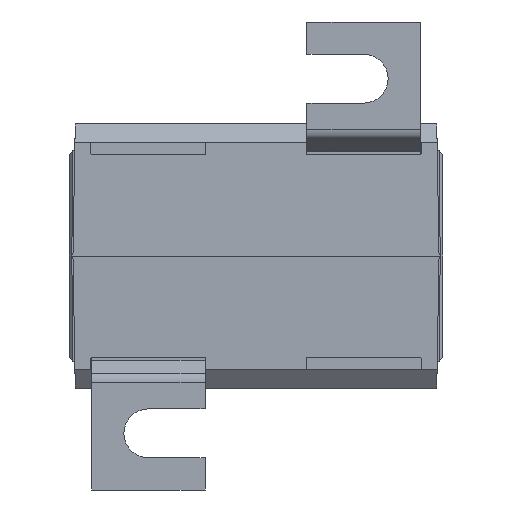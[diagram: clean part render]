
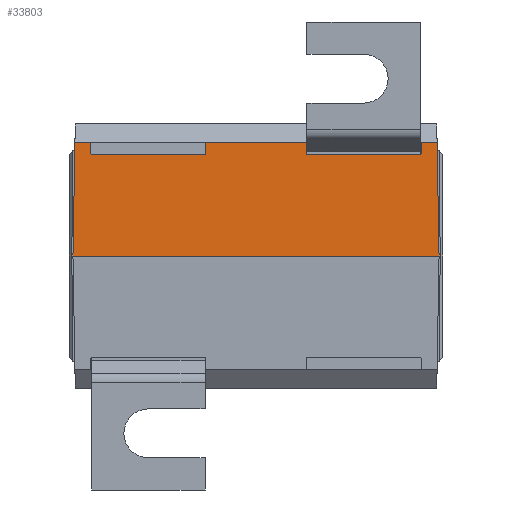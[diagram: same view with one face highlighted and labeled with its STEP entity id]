
A CAD part, front view. The second image highlights one B-rep face of the part: STEP entity #33803.
In plain terms, the highlighted planar face has unit normal (0, -1, 0.018).
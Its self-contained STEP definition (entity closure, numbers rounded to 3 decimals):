
#9186 = VERTEX_POINT ( 'NONE', #39079 ) ;
#9206 = VERTEX_POINT ( 'NONE', #39111 ) ;
#9252 = EDGE_CURVE ( 'NONE', #9186, #9206, #39218, .T. ) ;
#9276 = VERTEX_POINT ( 'NONE', #39248 ) ;
#9351 = EDGE_CURVE ( 'NONE', #9276, #9206, #39396, .T. ) ;
#9466 = EDGE_CURVE ( 'NONE', #9528, #9186, #39689, .T. ) ;
#9528 = VERTEX_POINT ( 'NONE', #39764 ) ;
#33781 = VERTEX_POINT ( 'NONE', #58052 ) ;
#33783 = VERTEX_POINT ( 'NONE', #58057 ) ;
#33784 = ORIENTED_EDGE ( 'NONE', *, *, #33785, .F. ) ;
#33785 = EDGE_CURVE ( 'NONE', #33823, #33808, #58106, .T. ) ;
#33786 = VERTEX_POINT ( 'NONE', #58055 ) ;
#33789 = ORIENTED_EDGE ( 'NONE', *, *, #33827, .F. ) ;
#33801 = EDGE_CURVE ( 'NONE', #33781, #33811, #58093, .T. ) ;
#33802 = EDGE_CURVE ( 'NONE', #9528, #33786, #58097, .T. ) ;
#33803 = ADVANCED_FACE ( 'NONE', ( #58087 ), #58086, .T. ) ;
#33806 = EDGE_CURVE ( 'NONE', #33808, #9276, #58085, .T. ) ;
#33808 = VERTEX_POINT ( 'NONE', #58133 ) ;
#33811 = VERTEX_POINT ( 'NONE', #58129 ) ;
#33812 = EDGE_LOOP ( 'NONE', ( #33906, #33950, #33789, #33820, #33826, #33822, #33825, #33937, #33784, #33829, #33985, #33824 ) ) ;
#33814 = VERTEX_POINT ( 'NONE', #58128 ) ;
#33815 = VERTEX_POINT ( 'NONE', #58141 ) ;
#33816 = EDGE_CURVE ( 'NONE', #33783, #33781, #58127, .T. ) ;
#33818 = EDGE_CURVE ( 'NONE', #33814, #33783, #58121, .T. ) ;
#33820 = ORIENTED_EDGE ( 'NONE', *, *, #33802, .F. ) ;
#33822 = ORIENTED_EDGE ( 'NONE', *, *, #9252, .T. ) ;
#33823 = VERTEX_POINT ( 'NONE', #58126 ) ;
#33824 = ORIENTED_EDGE ( 'NONE', *, *, #33801, .F. ) ;
#33825 = ORIENTED_EDGE ( 'NONE', *, *, #9351, .F. ) ;
#33826 = ORIENTED_EDGE ( 'NONE', *, *, #9466, .T. ) ;
#33827 = EDGE_CURVE ( 'NONE', #33786, #33814, #58160, .T. ) ;
#33829 = ORIENTED_EDGE ( 'NONE', *, *, #33938, .T. ) ;
#33893 = EDGE_CURVE ( 'NONE', #33811, #33815, #58158, .T. ) ;
#33906 = ORIENTED_EDGE ( 'NONE', *, *, #33816, .F. ) ;
#33937 = ORIENTED_EDGE ( 'NONE', *, *, #33806, .F. ) ;
#33938 = EDGE_CURVE ( 'NONE', #33823, #33815, #58156, .T. ) ;
#33950 = ORIENTED_EDGE ( 'NONE', *, *, #33818, .F. ) ;
#33985 = ORIENTED_EDGE ( 'NONE', *, *, #33893, .F. ) ;
#39079 = CARTESIAN_POINT ( 'NONE',  ( -24.25, -27., 0. ) ) ;
#39111 = CARTESIAN_POINT ( 'NONE',  ( 24.25, -27., 0. ) ) ;
#39212 = DIRECTION ( 'NONE',  ( 1., 0., 0. ) ) ;
#39213 = VECTOR ( 'NONE', #39212, 1000. ) ;
#39218 = LINE ( 'NONE', #39219, #39213 ) ;
#39219 = CARTESIAN_POINT ( 'NONE',  ( -24.25, -27., 0. ) ) ;
#39248 = CARTESIAN_POINT ( 'NONE',  ( 23.988, -26.738, 15. ) ) ;
#39395 = CARTESIAN_POINT ( 'NONE',  ( 24.23, -26.98, 1.125 ) ) ;
#39396 = LINE ( 'NONE', #39395, #39451 ) ;
#39450 = DIRECTION ( 'NONE',  ( 0.017, -0.017, -1. ) ) ;
#39451 = VECTOR ( 'NONE', #39450, 1000. ) ;
#39686 = DIRECTION ( 'NONE',  ( -0.017, -0.017, -1. ) ) ;
#39687 = VECTOR ( 'NONE', #39686, 1000. ) ;
#39688 = CARTESIAN_POINT ( 'NONE',  ( -24.25, -27., 0. ) ) ;
#39689 = LINE ( 'NONE', #39688, #39687 ) ;
#39764 = CARTESIAN_POINT ( 'NONE',  ( -23.988, -26.738, 15. ) ) ;
#58046 = DIRECTION ( 'NONE',  ( 1., 0., 0. ) ) ;
#58047 = VECTOR ( 'NONE', #58046, 1000. ) ;
#58052 = CARTESIAN_POINT ( 'NONE',  ( -6.628, -26.738, 15. ) ) ;
#58055 = CARTESIAN_POINT ( 'NONE',  ( -21.872, -26.738, 15. ) ) ;
#58057 = CARTESIAN_POINT ( 'NONE',  ( -6.642, -26.766, 13.4 ) ) ;
#58077 = DIRECTION ( 'NONE',  ( 0., -0.017, -1. ) ) ;
#58080 = AXIS2_PLACEMENT_3D ( 'NONE', #58096, #58084, #58077 ) ;
#58081 = DIRECTION ( 'NONE',  ( 1., 0., 0. ) ) ;
#58082 = VECTOR ( 'NONE', #58081, 1000. ) ;
#58083 = CARTESIAN_POINT ( 'NONE',  ( -24.25, -26.738, 15. ) ) ;
#58084 = DIRECTION ( 'NONE',  ( 0., -1., 0.017 ) ) ;
#58085 = LINE ( 'NONE', #58137, #58136 ) ;
#58086 = PLANE ( 'NONE',  #58080 ) ;
#58087 = FACE_OUTER_BOUND ( 'NONE', #33812, .T. ) ;
#58092 = CARTESIAN_POINT ( 'NONE',  ( -24.25, -26.738, 15. ) ) ;
#58093 = LINE ( 'NONE', #58092, #58047 ) ;
#58096 = CARTESIAN_POINT ( 'NONE',  ( -24.25, -27., 0. ) ) ;
#58097 = LINE ( 'NONE', #58083, #58082 ) ;
#58103 = DIRECTION ( 'NONE',  ( 0.009, 0.017, 1. ) ) ;
#58104 = VECTOR ( 'NONE', #58103, 1000. ) ;
#58105 = CARTESIAN_POINT ( 'NONE',  ( 21.738, -27.007, -0.401 ) ) ;
#58106 = LINE ( 'NONE', #58105, #58104 ) ;
#58107 = DIRECTION ( 'NONE',  ( -1., 0., 0. ) ) ;
#58108 = CARTESIAN_POINT ( 'NONE',  ( -24.25, -26.766, 13.4 ) ) ;
#58110 = DIRECTION ( 'NONE',  ( 0.009, -0.017, -1. ) ) ;
#58111 = VECTOR ( 'NONE', #58110, 1000. ) ;
#58118 = DIRECTION ( 'NONE',  ( 1., 0., 0. ) ) ;
#58119 = VECTOR ( 'NONE', #58118, 1000. ) ;
#58120 = CARTESIAN_POINT ( 'NONE',  ( -24.25, -26.766, 13.4 ) ) ;
#58121 = LINE ( 'NONE', #58120, #58119 ) ;
#58122 = DIRECTION ( 'NONE',  ( 0.009, 0.017, 1. ) ) ;
#58123 = VECTOR ( 'NONE', #58122, 1000. ) ;
#58124 = CARTESIAN_POINT ( 'NONE',  ( -6.76, -27.003, -0.153 ) ) ;
#58126 = CARTESIAN_POINT ( 'NONE',  ( 21.858, -26.766, 13.4 ) ) ;
#58127 = LINE ( 'NONE', #58124, #58123 ) ;
#58128 = CARTESIAN_POINT ( 'NONE',  ( -21.858, -26.766, 13.4 ) ) ;
#58129 = CARTESIAN_POINT ( 'NONE',  ( 6.628, -26.738, 15. ) ) ;
#58133 = CARTESIAN_POINT ( 'NONE',  ( 21.872, -26.738, 15. ) ) ;
#58135 = DIRECTION ( 'NONE',  ( 1., 0., 0. ) ) ;
#58136 = VECTOR ( 'NONE', #58135, 1000. ) ;
#58137 = CARTESIAN_POINT ( 'NONE',  ( -24.25, -26.738, 15. ) ) ;
#58141 = CARTESIAN_POINT ( 'NONE',  ( 6.642, -26.766, 13.4 ) ) ;
#58147 = VECTOR ( 'NONE', #58107, 1000. ) ;
#58151 = DIRECTION ( 'NONE',  ( 0.009, -0.017, -1. ) ) ;
#58152 = VECTOR ( 'NONE', #58151, 1000. ) ;
#58156 = LINE ( 'NONE', #58108, #58147 ) ;
#58157 = CARTESIAN_POINT ( 'NONE',  ( 6.756, -26.995, 0.271 ) ) ;
#58158 = LINE ( 'NONE', #58157, #58152 ) ;
#58159 = CARTESIAN_POINT ( 'NONE',  ( -21.741, -27., 0.022 ) ) ;
#58160 = LINE ( 'NONE', #58159, #58111 ) ;
